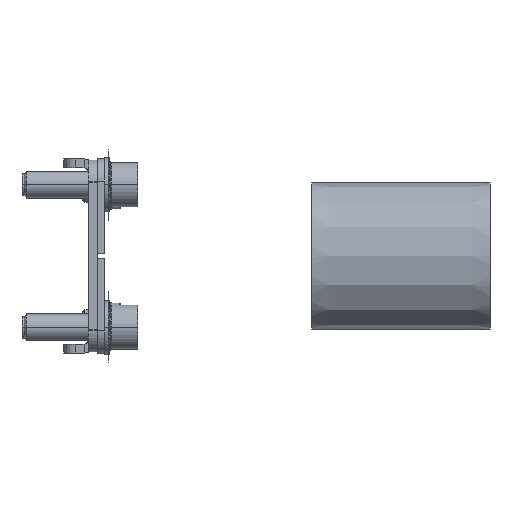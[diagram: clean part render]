
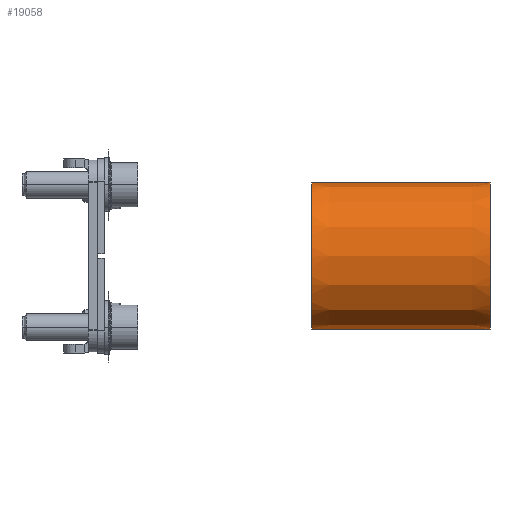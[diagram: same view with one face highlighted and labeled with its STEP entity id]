
A CAD part, left-side view. The second image highlights one B-rep face of the part: STEP entity #19058.
In plain terms, the highlighted face is a extrusion surface.
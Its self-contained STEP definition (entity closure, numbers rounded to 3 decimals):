
#18868=CARTESIAN_POINT('',(-49.5,-50.,-16.5));
#18878=CARTESIAN_POINT('',(-49.5,-50.,16.5));
#18880=CARTESIAN_POINT('',(-49.5,-50.,16.5));
#18881=CARTESIAN_POINT('',(-50.94,-50.,16.499));
#18882=CARTESIAN_POINT('',(-54.081,-50.,15.778));
#18883=CARTESIAN_POINT('',(-58.298,-50.,12.367));
#18884=CARTESIAN_POINT('',(-61.295,-50.,6.738));
#18885=CARTESIAN_POINT('',(-62.352,-50.,0.));
#18886=CARTESIAN_POINT('',(-61.295,-50.,-6.738));
#18887=CARTESIAN_POINT('',(-58.298,-50.,-12.367));
#18888=CARTESIAN_POINT('',(-54.081,-50.,-15.778));
#18889=CARTESIAN_POINT('',(-50.94,-50.,-16.499));
#18890=CARTESIAN_POINT('',(-49.5,-50.,-16.5));
#18916=DIRECTION('',(0.,-1.,0.));
#18917=VECTOR('',#18916,40.);
#18918=CARTESIAN_POINT('',(-49.5,-50.,-16.5));
#18919=LINE('',#18918,#18917);
#18920=DIRECTION('',(0.,1.,0.));
#18921=VECTOR('',#18920,40.);
#18922=CARTESIAN_POINT('',(-49.5,-90.,16.5));
#18923=LINE('',#18922,#18921);
#18924=CARTESIAN_POINT('',(-49.5,-90.,16.5));
#18936=CARTESIAN_POINT('',(-49.5,-90.,-16.5));
#18937=CARTESIAN_POINT('',(-50.94,-90.,-16.499));
#18938=CARTESIAN_POINT('',(-54.081,-90.,-15.778));
#18939=CARTESIAN_POINT('',(-58.298,-90.,-12.367));
#18940=CARTESIAN_POINT('',(-61.295,-90.,-6.738));
#18941=CARTESIAN_POINT('',(-62.352,-90.,0.));
#18942=CARTESIAN_POINT('',(-61.295,-90.,6.738));
#18943=CARTESIAN_POINT('',(-58.298,-90.,12.367));
#18944=CARTESIAN_POINT('',(-54.081,-90.,15.778));
#18945=CARTESIAN_POINT('',(-50.94,-90.,16.499));
#18946=CARTESIAN_POINT('',(-49.5,-90.,16.5));
#18980=VERTEX_POINT('',#18868);
#18981=VERTEX_POINT('',#18878);
#18984=CARTESIAN_POINT('',(-49.5,-90.,-16.5));
#18985=VERTEX_POINT('',#18984);
#18986=VERTEX_POINT('',#18924);
#19034=CARTESIAN_POINT('',(-48.715,-90.8,-16.467));
#19035=CARTESIAN_POINT('',(-48.976,-90.8,-16.489));
#19036=CARTESIAN_POINT('',(-50.678,-90.8,-16.559));
#19037=CARTESIAN_POINT('',(-54.081,-90.8,-15.778));
#19038=CARTESIAN_POINT('',(-58.298,-90.8,-12.367));
#19039=CARTESIAN_POINT('',(-61.295,-90.8,-6.738));
#19040=CARTESIAN_POINT('',(-62.352,-90.8,0.));
#19041=CARTESIAN_POINT('',(-61.295,-90.8,6.738));
#19042=CARTESIAN_POINT('',(-58.298,-90.8,12.367));
#19043=CARTESIAN_POINT('',(-54.081,-90.8,15.778));
#19044=CARTESIAN_POINT('',(-50.678,-90.8,16.559));
#19045=CARTESIAN_POINT('',(-48.976,-90.8,16.489));
#19046=CARTESIAN_POINT('',(-48.715,-90.8,16.467));
#19048=DIRECTION('',(0.,1.,0.));
#19049=VECTOR('',#19048,1.);
#19050=SURFACE_OF_LINEAR_EXTRUSION('',#19047,#19049);
#19051=ORIENTED_EDGE('',*,*,#18996,.F.);
#19052=ORIENTED_EDGE('',*,*,#19029,.F.);
#19054=ORIENTED_EDGE('',*,*,#19053,.F.);
#19055=ORIENTED_EDGE('',*,*,#19025,.F.);
#19056=EDGE_LOOP('',(#19051,#19052,#19054,#19055));
#19057=FACE_OUTER_BOUND('',#19056,.F.);
#19058=ADVANCED_FACE('',(#19057),#19050,.T.);
#18891=B_SPLINE_CURVE_WITH_KNOTS('',3,(#18880,#18881,#18882,#18883,#18884,
#18885,#18886,#18887,#18888,#18889,#18890),.UNSPECIFIED.,.F.,.F.,(4,1,1,1,1,1,1,
1,4),(0.,0.11,0.24,0.37,0.5,
0.63,0.76,0.89,1.),.UNSPECIFIED.);
#18947=B_SPLINE_CURVE_WITH_KNOTS('',3,(#18936,#18937,#18938,#18939,#18940,
#18941,#18942,#18943,#18944,#18945,#18946),.UNSPECIFIED.,.F.,.F.,(4,1,1,1,1,1,1,
1,4),(0.,0.11,0.24,0.37,0.5,
0.63,0.76,0.89,1.),.UNSPECIFIED.);
#18996=EDGE_CURVE('',#18981,#18980,#18891,.T.);
#19025=EDGE_CURVE('',#18980,#18985,#18919,.T.);
#19029=EDGE_CURVE('',#18986,#18981,#18923,.T.);
#19047=B_SPLINE_CURVE_WITH_KNOTS('',3,(#19034,#19035,#19036,#19037,#19038,
#19039,#19040,#19041,#19042,#19043,#19044,#19045,#19046),.UNSPECIFIED.,.F.,.F.,(
4,1,1,1,1,1,1,1,1,1,4),(0.,0.019,0.125,
0.25,0.375,0.5,0.625,0.75,
0.875,0.981,1.),.UNSPECIFIED.);
#19053=EDGE_CURVE('',#18985,#18986,#18947,.T.);
